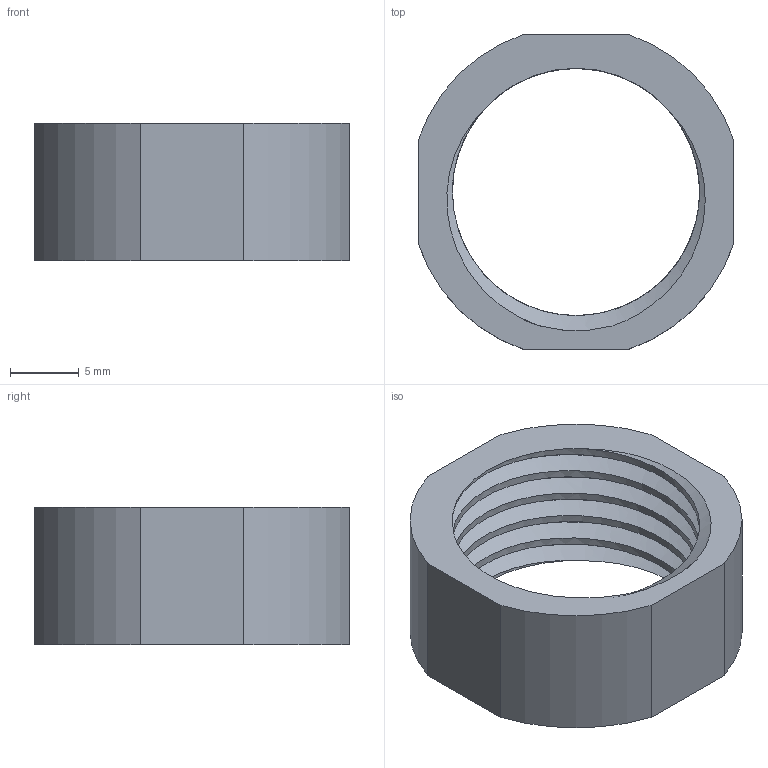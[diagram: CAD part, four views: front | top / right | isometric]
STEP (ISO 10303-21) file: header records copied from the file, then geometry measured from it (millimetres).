
FILE_DESCRIPTION(/* description */ (''),/* implementation_level */ '2;1');
FILE_NAME(/* name */ 'Perseus-tensioner-ring.step',/* time_stamp */ '2022-01-04T22:24:34+08:00',/* author */ (''),/* organization */ (''),/* preprocessor_version */ 'ST-DEVELOPER v18.1',/* originating_system */ 'Autodesk Translation Framework v10.10.0.1391',/* authorisation */ '');
FILE_SCHEMA (('AUTOMOTIVE_DESIGN { 1 0 10303 214 3 1 1 }'));
Length unit declared in the file: millimetre
Products named in the file (1): tensioner_ring
Bounding box: 23 x 23 x 10 mm (x, y, z)
Volume: 1660.6 mm3; surface area: 2068.8 mm2
Topology: 1 solids, 1 shells, 24 faces, 66 edges, 44 vertices
Faces by surface type: cylinder 16, plane 6, bspline 2
Full cylindrical faces by diameter (mm): 18.022 x4, 20.25 x4
Entity records: 2347 total; most frequent: CARTESIAN_POINT 1745, ORIENTED_EDGE 132, DIRECTION 96, EDGE_CURVE 66, VERTEX_POINT 44, AXIS2_PLACEMENT_3D 35, B_SPLINE_CURVE_WITH_KNOTS 28, EDGE_LOOP 26
